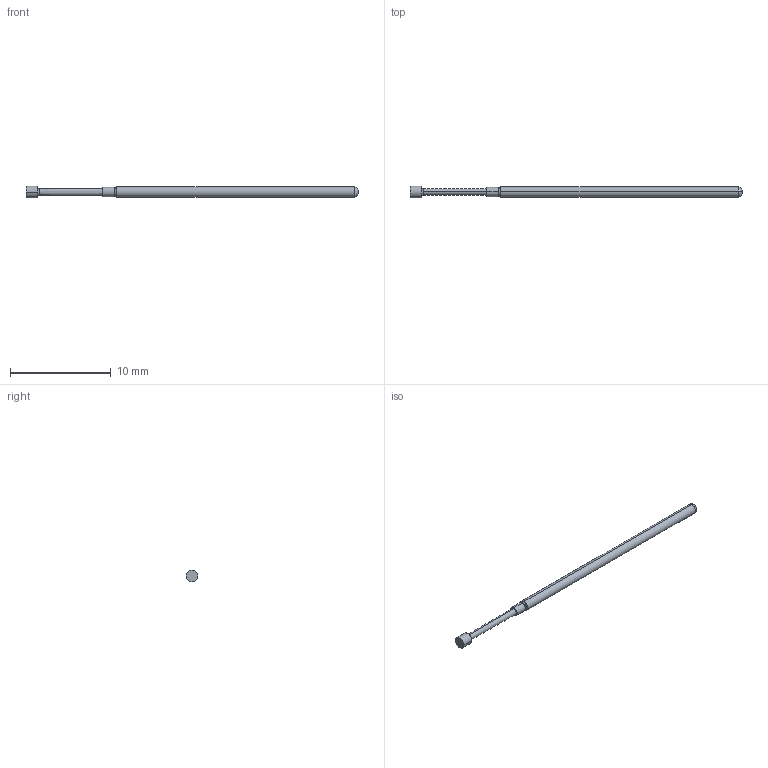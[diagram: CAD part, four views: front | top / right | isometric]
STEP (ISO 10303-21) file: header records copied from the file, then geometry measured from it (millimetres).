
FILE_DESCRIPTION (( 'STEP AP214' ), '1' );
FILE_NAME ('075-PR_2510_.STEP', '2018-03-06T16:27:54', ( '' ), ( '' ), 'SwSTEP 2.0', 'SolidWorks 2017', '' );
FILE_SCHEMA (( 'AUTOMOTIVE_DESIGN' ));
Length unit declared in the file: inch
Products named in the file (1): 075-PR_2510_
Bounding box: 33.02 x 1.17 x 1.17 mm (x, y, z)
Volume: 24 mm3; surface area: 100.8 mm2
Topology: 1 solids, 1 shells, 23 faces, 46 edges, 26 vertices
Faces by surface type: cone 8, cylinder 6, torus 6, plane 3
Entity records: 939 total; most frequent: DIRECTION 126, CARTESIAN_POINT 96, ORIENTED_EDGE 92, AXIS2_PLACEMENT_3D 56, EDGE_CURVE 46, CIRCLE 32, LENGTH_MEASURE_WITH_UNIT 26, UNCERTAINTY_MEASURE_WITH_UNIT 26
